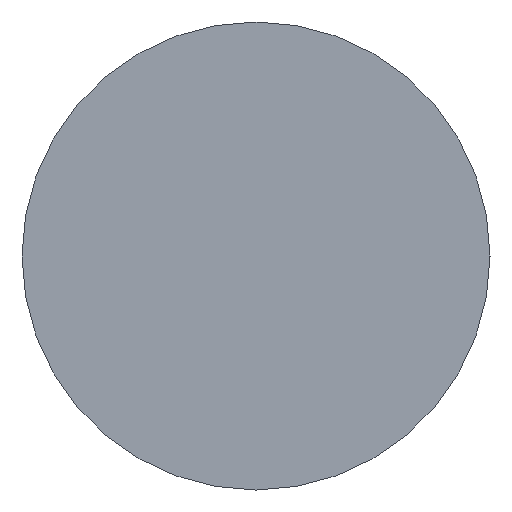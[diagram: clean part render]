
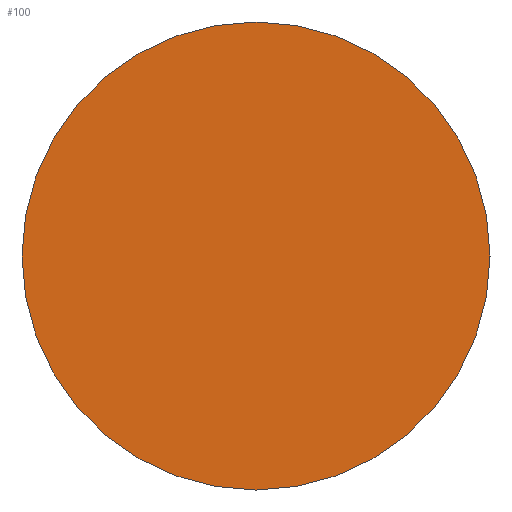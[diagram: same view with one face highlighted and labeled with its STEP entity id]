
A CAD part, left-side view. The second image highlights one B-rep face of the part: STEP entity #100.
In plain terms, the highlighted planar face has unit normal (-1, 0, 0).
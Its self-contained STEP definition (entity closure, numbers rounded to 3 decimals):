
#26 = CARTESIAN_POINT ( 'NONE',  ( -2.4, 1.253, -1.253 ) ) ;
#27 = VERTEX_POINT ( 'NONE', #26 ) ;
#34 = CARTESIAN_POINT ( 'NONE',  ( -2.4, 1.253, 1.253 ) ) ;
#35 = VERTEX_POINT ( 'NONE', #34 ) ;
#36 = CARTESIAN_POINT ( 'NONE',  ( -2.4, 1.253, 0. ) ) ;
#37 = DIRECTION ( 'NONE',  ( -1., 0., 0. ) ) ;
#38 = DIRECTION ( 'NONE',  ( 0., 0., 1. ) ) ;
#39 = AXIS2_PLACEMENT_3D ( 'NONE', #36, #37, #38 ) ;
#40 = CIRCLE ( 'NONE', #39, 1.253) ;
#41 = EDGE_CURVE ( 'NONE', #35, #27, #40, .T. ) ;
#76 = CARTESIAN_POINT ( 'NONE',  ( -2.4, 1.253, 0. ) ) ;
#77 = DIRECTION ( 'NONE',  ( -1., 0., 0. ) ) ;
#78 = DIRECTION ( 'NONE',  ( 0., 0., 1. ) ) ;
#79 = AXIS2_PLACEMENT_3D ( 'NONE', #76, #77, #78 ) ;
#80 = CIRCLE ( 'NONE', #79, 1.253) ;
#81 = EDGE_CURVE ( 'NONE', #27, #35, #80, .T. ) ;
#91 = ORIENTED_EDGE ( 'NONE', *, *, #41, .T. ) ;
#92 = ORIENTED_EDGE ( 'NONE', *, *, #81, .T. ) ;
#93 = EDGE_LOOP ( 'NONE', ( #91, #92 ) ) ;
#94 = FACE_OUTER_BOUND ( 'NONE', #93, .T. ) ;
#95 = CARTESIAN_POINT ( 'NONE',  ( -2.4, 0., 0. ) ) ;
#96 = DIRECTION ( 'NONE',  ( -1., 0., 0. ) ) ;
#97 = DIRECTION ( 'NONE',  ( 0., 0., 1. ) ) ;
#98 = AXIS2_PLACEMENT_3D ( 'NONE', #95, #96, #97 ) ;
#99 = PLANE ( 'NONE', #98 ) ;
#100 = ADVANCED_FACE ( 'NONE', ( #94 ), #99, .T. ) ;
